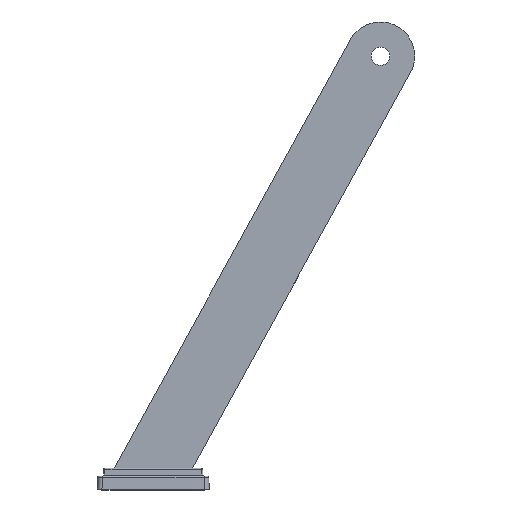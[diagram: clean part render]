
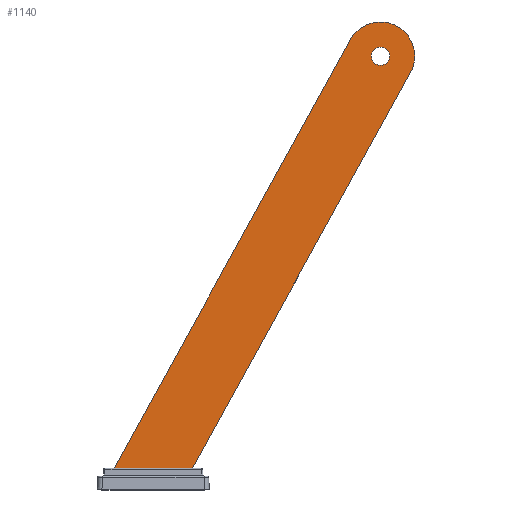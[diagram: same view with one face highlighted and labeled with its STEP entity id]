
A CAD part, top view. The second image highlights one B-rep face of the part: STEP entity #1140.
In plain terms, the highlighted face is planar.
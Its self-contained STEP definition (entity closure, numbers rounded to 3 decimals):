
#78=FACE_BOUND('',#203,.T.);
#94=PLANE('',#1270);
#125=FACE_OUTER_BOUND('',#202,.T.);
#202=EDGE_LOOP('',(#792,#793,#794,#795,#796,#797));
#203=EDGE_LOOP('',(#798));
#295=LINE('',#1802,#374);
#296=LINE('',#1804,#375);
#297=LINE('',#1806,#376);
#298=LINE('',#1810,#377);
#299=LINE('',#1811,#378);
#374=VECTOR('',#1442,10.);
#375=VECTOR('',#1443,10.);
#376=VECTOR('',#1444,10.);
#377=VECTOR('',#1447,10.);
#378=VECTOR('',#1448,10.);
#448=CIRCLE('',#1254,4.);
#459=CIRCLE('',#1271,15.);
#500=VERTEX_POINT('',#1766);
#511=VERTEX_POINT('',#1800);
#512=VERTEX_POINT('',#1801);
#513=VERTEX_POINT('',#1803);
#514=VERTEX_POINT('',#1805);
#515=VERTEX_POINT('',#1807);
#516=VERTEX_POINT('',#1809);
#603=EDGE_CURVE('',#500,#500,#448,.T.);
#619=EDGE_CURVE('',#511,#512,#295,.T.);
#620=EDGE_CURVE('',#512,#513,#296,.T.);
#621=EDGE_CURVE('',#513,#514,#297,.T.);
#622=EDGE_CURVE('',#514,#515,#459,.T.);
#623=EDGE_CURVE('',#515,#516,#298,.T.);
#624=EDGE_CURVE('',#516,#511,#299,.T.);
#792=ORIENTED_EDGE('',*,*,#619,.T.);
#793=ORIENTED_EDGE('',*,*,#620,.T.);
#794=ORIENTED_EDGE('',*,*,#621,.T.);
#795=ORIENTED_EDGE('',*,*,#622,.T.);
#796=ORIENTED_EDGE('',*,*,#623,.T.);
#797=ORIENTED_EDGE('',*,*,#624,.T.);
#798=ORIENTED_EDGE('',*,*,#603,.T.);
#1140=ADVANCED_FACE('',(#125,#78),#94,.T.);
#1254=AXIS2_PLACEMENT_3D('',#1768,#1403,#1404);
#1270=AXIS2_PLACEMENT_3D('',#1799,#1440,#1441);
#1271=AXIS2_PLACEMENT_3D('',#1808,#1445,#1446);
#1403=DIRECTION('center_axis',(0.,1.,0.));
#1404=DIRECTION('ref_axis',(-1.,0.,0.));
#1440=DIRECTION('center_axis',(0.,-1.,0.));
#1441=DIRECTION('ref_axis',(0.876,0.,-0.483));
#1442=DIRECTION('',(1.,0.,0.));
#1443=DIRECTION('',(0.483,0.,0.876));
#1444=DIRECTION('',(0.24,0.,0.971));
#1445=DIRECTION('center_axis',(0.,-1.,0.));
#1446=DIRECTION('ref_axis',(-0.971,0.,0.24));
#1447=DIRECTION('',(-0.693,0.,-0.721));
#1448=DIRECTION('',(-0.483,0.,-0.876));
#1766=CARTESIAN_POINT('',(104.,-1.5,190.));
#1768=CARTESIAN_POINT('Origin',(100.,-1.5,190.));
#1799=CARTESIAN_POINT('Origin',(48.583,-1.5,97.799));
#1800=CARTESIAN_POINT('',(-16.675,-1.5,9.5));
#1801=CARTESIAN_POINT('',(17.585,-1.5,9.5));
#1802=CARTESIAN_POINT('',(24.542,-1.5,9.5));
#1803=CARTESIAN_POINT('',(114.089,-1.5,184.485));
#1804=CARTESIAN_POINT('',(114.089,-1.5,184.485));
#1805=CARTESIAN_POINT('',(114.562,-1.5,186.403));
#1806=CARTESIAN_POINT('',(114.562,-1.5,186.403));
#1807=CARTESIAN_POINT('',(89.187,-1.5,200.397));
#1808=CARTESIAN_POINT('Origin',(100.,-1.5,190.));
#1809=CARTESIAN_POINT('',(87.819,-1.5,198.973));
#1810=CARTESIAN_POINT('',(87.819,-1.5,198.973));
#1811=CARTESIAN_POINT('',(-20.26,-1.5,3.));
